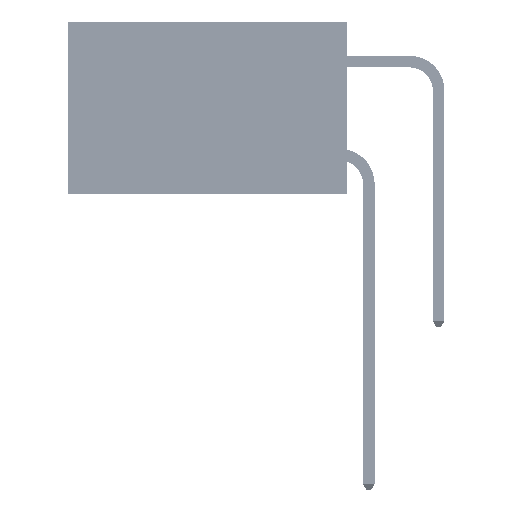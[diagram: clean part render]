
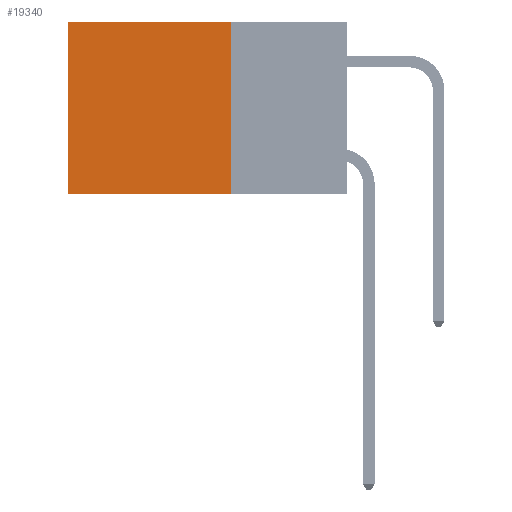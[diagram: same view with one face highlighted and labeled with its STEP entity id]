
A CAD part, left-side view. The second image highlights one B-rep face of the part: STEP entity #19340.
In plain terms, the highlighted planar face has unit normal (-1, 0, 0).
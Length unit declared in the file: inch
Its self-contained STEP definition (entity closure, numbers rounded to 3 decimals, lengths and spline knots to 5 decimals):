
#1180 = LINE ( 'NONE', #12541, #47413 ) ;
#2014 = CARTESIAN_POINT ( 'NONE',  ( 0.2875, 0.25, 0. ) ) ;
#3118 = ORIENTED_EDGE ( 'NONE', *, *, #46845, .T. ) ;
#5360 = CARTESIAN_POINT ( 'NONE',  ( 0.2875, 0.6, 0. ) ) ;
#6676 = DIRECTION ( 'NONE',  ( 0., 0., -1. ) ) ;
#7045 = VECTOR ( 'NONE', #17313, 39.37008 ) ;
#9240 = EDGE_CURVE ( 'NONE', #11769, #20947, #14138, .T. ) ;
#9907 = EDGE_LOOP ( 'NONE', ( #29151, #14269, #18427, #3118 ) ) ;
#11285 = CARTESIAN_POINT ( 'NONE',  ( 0.2875, 0.25, 0. ) ) ;
#11769 = VERTEX_POINT ( 'NONE', #5360 ) ;
#12226 = EDGE_CURVE ( 'NONE', #27899, #24258, #39084, .T. ) ;
#12238 = VECTOR ( 'NONE', #40507, 39.37008 ) ;
#12541 = CARTESIAN_POINT ( 'NONE',  ( 0.2875, 0.25, -0.37 ) ) ;
#14138 = LINE ( 'NONE', #40993, #12238 ) ;
#14269 = ORIENTED_EDGE ( 'NONE', *, *, #33741, .F. ) ;
#16655 = CARTESIAN_POINT ( 'NONE',  ( 0.2875, 0.6, -0.37 ) ) ;
#17132 = CARTESIAN_POINT ( 'NONE',  ( 0.2875, 0.25, 0. ) ) ;
#17313 = DIRECTION ( 'NONE',  ( 0., 1., 0. ) ) ;
#18427 = ORIENTED_EDGE ( 'NONE', *, *, #12226, .F. ) ;
#19340 = ADVANCED_FACE ( 'NONE', ( #24686 ), #21479, .F. ) ;
#20947 = VERTEX_POINT ( 'NONE', #16655 ) ;
#21479 = PLANE ( 'NONE',  #39819 ) ;
#24258 = VERTEX_POINT ( 'NONE', #27209 ) ;
#24686 = FACE_OUTER_BOUND ( 'NONE', #9907, .T. ) ;
#25409 = CARTESIAN_POINT ( 'NONE',  ( 0.2875, 0.25, 0. ) ) ;
#27209 = CARTESIAN_POINT ( 'NONE',  ( 0.2875, 0.25, -0.37 ) ) ;
#27899 = VERTEX_POINT ( 'NONE', #11285 ) ;
#29151 = ORIENTED_EDGE ( 'NONE', *, *, #9240, .T. ) ;
#30542 = DIRECTION ( 'NONE',  ( 0., 1., 0. ) ) ;
#32164 = DIRECTION ( 'NONE',  ( 0., 0., -1. ) ) ;
#33741 = EDGE_CURVE ( 'NONE', #24258, #20947, #1180, .T. ) ;
#35803 = LINE ( 'NONE', #2014, #7045 ) ;
#39084 = LINE ( 'NONE', #17132, #39205 ) ;
#39205 = VECTOR ( 'NONE', #32164, 39.37008 ) ;
#39819 = AXIS2_PLACEMENT_3D ( 'NONE', #25409, #40456, #6676 ) ;
#40456 = DIRECTION ( 'NONE',  ( 1., 0., 0. ) ) ;
#40507 = DIRECTION ( 'NONE',  ( 0., 0., -1. ) ) ;
#40993 = CARTESIAN_POINT ( 'NONE',  ( 0.2875, 0.6, 0. ) ) ;
#46845 = EDGE_CURVE ( 'NONE', #27899, #11769, #35803, .T. ) ;
#47413 = VECTOR ( 'NONE', #30542, 39.37008 ) ;
